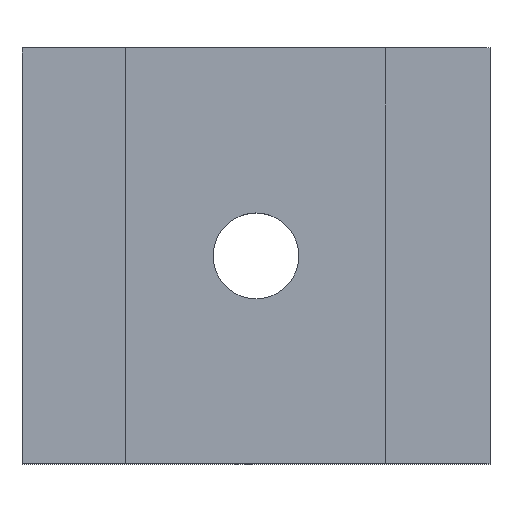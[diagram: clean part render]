
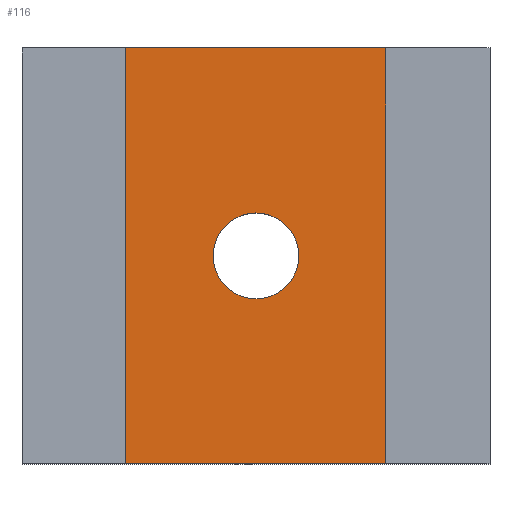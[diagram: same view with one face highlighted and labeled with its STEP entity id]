
A CAD part, top view. The second image highlights one B-rep face of the part: STEP entity #116.
In plain terms, the highlighted planar face has unit normal (0, 0, 1).
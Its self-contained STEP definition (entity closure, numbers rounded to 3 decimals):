
#116=ADVANCED_FACE('',(#286,#287),#288,.T.);
#138=EDGE_CURVE('',#212,#174,#312,.T.);
#174=VERTEX_POINT('',#354);
#200=EDGE_CURVE('',#174,#212,#383,.T.);
#202=EDGE_CURVE('',#218,#240,#385,.T.);
#210=EDGE_CURVE('',#218,#230,#395,.T.);
#212=VERTEX_POINT('',#397);
#218=VERTEX_POINT('',#403);
#226=EDGE_CURVE('',#240,#246,#411,.T.);
#228=EDGE_CURVE('',#246,#230,#413,.T.);
#230=VERTEX_POINT('',#415);
#240=VERTEX_POINT('',#425);
#246=VERTEX_POINT('',#432);
#286=FACE_BOUND('',#467,.T.);
#287=FACE_OUTER_BOUND('',#468,.T.);
#288=PLANE('',#469);
#312=CIRCLE('',#504,3.3);
#354=CARTESIAN_POINT('',(-3.3,0.0,5.5));
#383=CIRCLE('',#593,3.3);
#385=LINE('',#596,#597);
#395=LINE('',#610,#611);
#397=CARTESIAN_POINT('',(3.3,0.,5.5));
#403=CARTESIAN_POINT('',(10.0,16.0,5.5));
#411=LINE('',#637,#638);
#413=LINE('',#641,#642);
#415=CARTESIAN_POINT('',(10.0,-16.0,5.5));
#425=CARTESIAN_POINT('',(-10.0,16.0,5.5));
#432=CARTESIAN_POINT('',(-10.0,-16.0,5.5));
#467=EDGE_LOOP('',(#702,#703));
#468=EDGE_LOOP('',(#704,#705,#706,#707));
#469=AXIS2_PLACEMENT_3D('',#708,#709,#710);
#504=AXIS2_PLACEMENT_3D('',#731,#732,#733);
#593=AXIS2_PLACEMENT_3D('',#826,#827,#828);
#596=CARTESIAN_POINT('',(10.0,16.0,5.5));
#597=VECTOR('',#829,1.0);
#610=CARTESIAN_POINT('',(10.0,16.0,5.5));
#611=VECTOR('',#839,1.0);
#637=CARTESIAN_POINT('',(-10.0,16.0,5.5));
#638=VECTOR('',#847,1.0);
#641=CARTESIAN_POINT('',(10.0,-16.0,5.5));
#642=VECTOR('',#848,1.0);
#702=ORIENTED_EDGE('',*,*,#200,.T.);
#703=ORIENTED_EDGE('',*,*,#138,.T.);
#704=ORIENTED_EDGE('',*,*,#228,.T.);
#705=ORIENTED_EDGE('',*,*,#210,.F.);
#706=ORIENTED_EDGE('',*,*,#202,.T.);
#707=ORIENTED_EDGE('',*,*,#226,.T.);
#708=CARTESIAN_POINT('',(-10.0,16.0,5.5));
#709=DIRECTION('',(0.0,0.0,1.0));
#710=DIRECTION('',(0.0,-1.0,0.0));
#731=CARTESIAN_POINT('',(0.,0.0,5.5));
#732=DIRECTION('',(0.0,0.0,-1.0));
#733=DIRECTION('',(1.0,0.0,0.0));
#826=CARTESIAN_POINT('',(0.,0.0,5.5));
#827=DIRECTION('',(0.0,0.0,-1.0));
#828=DIRECTION('',(1.0,0.0,0.0));
#829=DIRECTION('',(-1.0,0.0,0.0));
#839=DIRECTION('',(0.0,-1.0,0.0));
#847=DIRECTION('',(0.0,-1.0,0.0));
#848=DIRECTION('',(1.0,0.0,0.0));
